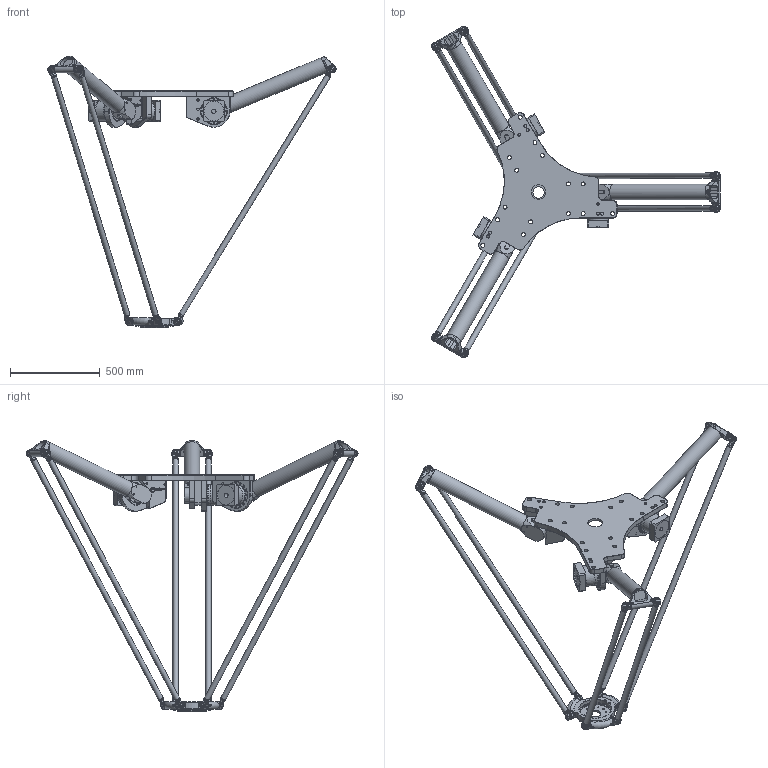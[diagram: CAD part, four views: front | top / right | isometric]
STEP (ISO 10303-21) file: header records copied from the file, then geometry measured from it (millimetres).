
FILE_DESCRIPTION(/* description */ ('Norm.iam Teamplte'),/* implementation_level */ '2;1');
FILE_NAME(/* name */ '3D-model_A_00809-01.stp',/* time_stamp */ '2022-01-03T15:32:58+01:00',/* author */ ('michael.schutter'),/* organization */ (''),/* preprocessor_version */ 'ST-DEVELOPER v16.5',/* originating_system */ 'Autodesk Inventor 2017',/* authorisation */ '');
FILE_SCHEMA (('AUTOMOTIVE_DESIGN { 1 0 10303 214 3 1 1 }'));
Length unit declared in the file: millimetre
Products named in the file (8): A_00809-01_DUMMY DELTA Robotermechanik RL3-2000-12kg; MT_BGR00017940; MT_WST00055161; MT_WST00055121MT_WST; MT_WST00058770MT_WST; MT_WST00060278MT_WST; MT_WST00060279MT_WST; MT_WST00057260MT_WST
Assembly tree (21 placements, depth 3):
  A_00809-01_DUMMY DELTA Robotermechanik RL3-2000-12kg
    MT_BGR00017940
      MT_WST00055161
      MT_WST00055121MT_WST  x3
    MT_WST00058770MT_WST
    MT_WST00060278MT_WST  x3
    MT_WST00057260MT_WST  x6
    MT_WST00060279MT_WST  x6
Bounding box: 1605.56 x 1848.91 x 1509.71 mm (x, y, z)
Volume: 39465863.8 mm3; surface area: 3479898.4 mm2
Topology: 20 solids, 66 shells, 3775 faces, 8208 edges, 5160 vertices
Faces by surface type: plane 1855, cylinder 1054, bspline 482, cone 213, torus 171
Full cylindrical faces by diameter (mm): 3 x1, 3.15 x6, 4 x1, 4.917 x18, 5 x96, 8 x36, 8.2 x36, 8.376 x6, 8.5 x96, 9.6 x3, 10 x13, 11.5 x7, 12 x37, 13 x48, 13.835 x9, 17 x12, 17.294 x6, 22 x69, 24 x3, 29.8 x12, 30 x18, 40 x15, 63 x1, 80 x7, 82 x1, 85 x3, 88 x3, 110 x6, 111 x3, 115 x3
Entity records: 73907 total; most frequent: CARTESIAN_POINT 30525, DIRECTION 8820, ORIENTED_EDGE 7892, EDGE_CURVE 3946, AXIS2_PLACEMENT_3D 3290, EDGE_LOOP 2769, VERTEX_POINT 2761, LINE 2240
